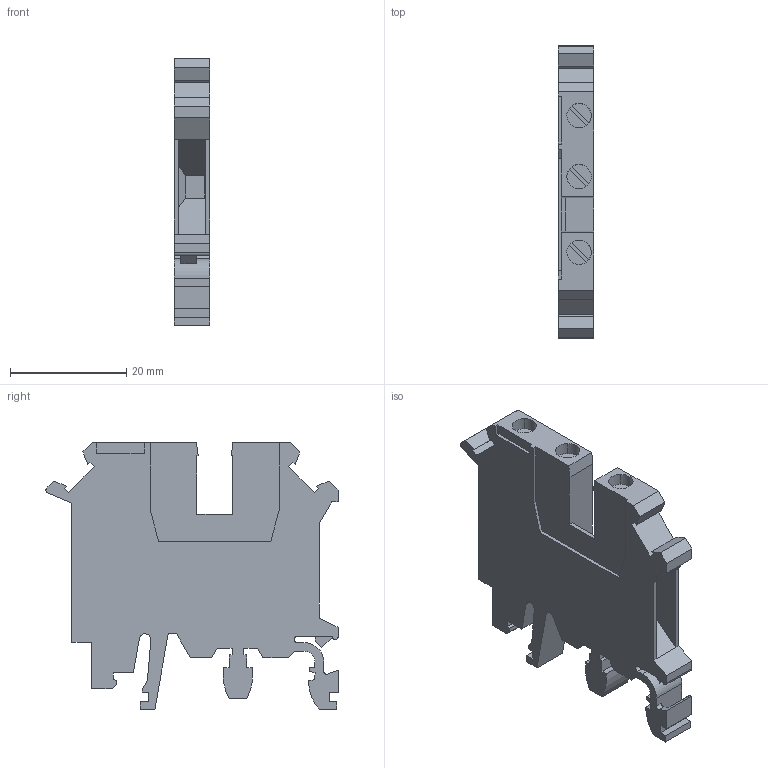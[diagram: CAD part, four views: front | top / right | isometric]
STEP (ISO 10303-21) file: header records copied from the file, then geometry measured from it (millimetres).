
FILE_DESCRIPTION(('Creo Elements/Direct Modeling STEP Export'),'2;1');
FILE_NAME('model.stp','2021-01-12T 0:21:46',(''),(''),'Creo Elements/Direct Modeling STEP processor for AP214 (Solid Model)','Creo Elements/Direct Modeling 20.1A 29-Sep-2018 (C) Parametric Technology GmbH','');
FILE_SCHEMA(('AUTOMOTIVE_DESIGN { 1 0 10303 214 1 1 1 1 }'));
Length unit declared in the file: millimetre
Products named in the file (2): UK_5-TWIN_YE-select
Assembly tree (1 placements, depth 2):
  UK_5-TWIN_YE-select
    UK_5-TWIN_YE-select
Bounding box: 6.15 x 50.31 x 45.9 mm (x, y, z)
Volume: 7884.1 mm3; surface area: 6074.9 mm2
Topology: 1 solids, 1 shells, 174 faces, 493 edges, 325 vertices
Faces by surface type: plane 157, cylinder 17
Entity records: 6882 total; most frequent: ORIENTED_EDGE 986, CARTESIAN_POINT 970, DIRECTION 853, EDGE_CURVE 493, VECTOR 437, LINE 437, VERTEX_POINT 325, AXIS2_PLACEMENT_3D 208
